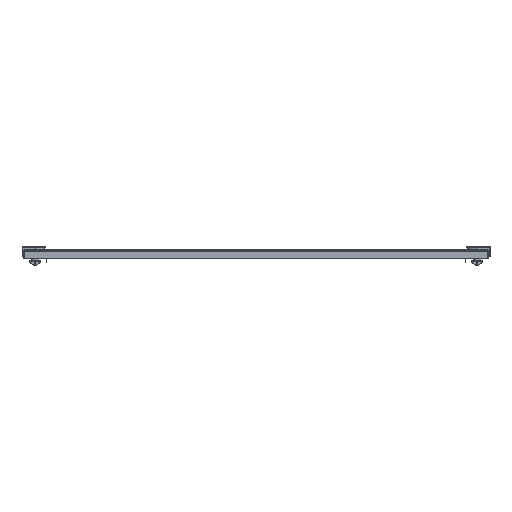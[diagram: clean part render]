
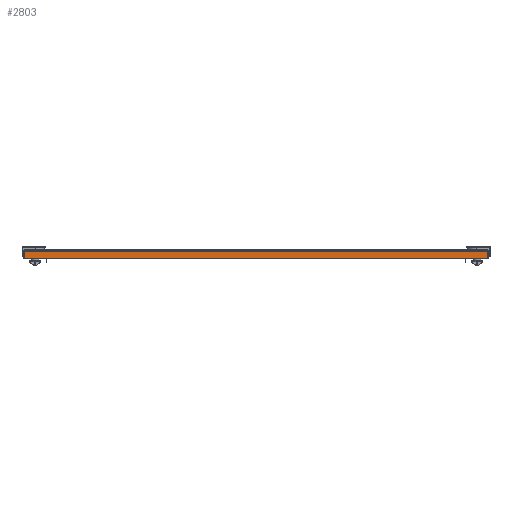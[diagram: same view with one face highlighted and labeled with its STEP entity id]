
A CAD part, front view. The second image highlights one B-rep face of the part: STEP entity #2803.
In plain terms, the highlighted planar face has unit normal (0, -1, 0).
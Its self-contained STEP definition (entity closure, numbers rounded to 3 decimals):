
#2803=ADVANCED_FACE('',(#7061),#7062,.F.);
#7061=FACE_OUTER_BOUND('',#12986,.T.);
#7062=PLANE('',#12987);
#12986=EDGE_LOOP('',(#24842,#24843,#24844,#24845));
#12987=AXIS2_PLACEMENT_3D('',#24846,#24847,#24848);
#24842=ORIENTED_EDGE('',*,*,#40568,.F.);
#24843=ORIENTED_EDGE('',*,*,#40569,.T.);
#24844=ORIENTED_EDGE('',*,*,#40565,.T.);
#24845=ORIENTED_EDGE('',*,*,#40570,.F.);
#24846=CARTESIAN_POINT('',(247.4,0.0,16.5));
#24847=DIRECTION('',(0.0,1.0,0.));
#24848=DIRECTION('',(1.0,0.0,0.0));
#40565=EDGE_CURVE('',#48589,#48587,#48590,.T.);
#40568=EDGE_CURVE('',#48593,#48594,#48595,.T.);
#40569=EDGE_CURVE('',#48593,#48589,#48596,.T.);
#40570=EDGE_CURVE('',#48594,#48587,#48597,.T.);
#48587=VERTEX_POINT('',#60693);
#48589=VERTEX_POINT('',#60696);
#48590=LINE('',#60697,#60698);
#48593=VERTEX_POINT('',#60702);
#48594=VERTEX_POINT('',#60703);
#48595=LINE('',#60704,#60705);
#48596=LINE('',#60706,#60707);
#48597=LINE('',#60708,#60709);
#60693=CARTESIAN_POINT('',(493.4,0.0,7.5));
#60696=CARTESIAN_POINT('',(1.4,0.0,7.5));
#60697=CARTESIAN_POINT('',(247.4,0.0,7.5));
#60698=VECTOR('',#75278,1.0);
#60702=CARTESIAN_POINT('',(1.4,0.0,15.5));
#60703=CARTESIAN_POINT('',(493.4,0.0,15.5));
#60704=CARTESIAN_POINT('',(247.4,0.0,15.5));
#60705=VECTOR('',#75280,1.0);
#60706=CARTESIAN_POINT('',(1.4,0.0,16.5));
#60707=VECTOR('',#75281,1.0);
#60708=CARTESIAN_POINT('',(493.4,0.0,16.5));
#60709=VECTOR('',#75282,1.0);
#75278=DIRECTION('',(1.0,0.0,0.0));
#75280=DIRECTION('',(1.0,0.0,0.0));
#75281=DIRECTION('',(0.,0.,-1.0));
#75282=DIRECTION('',(0.,0.,-1.0));
